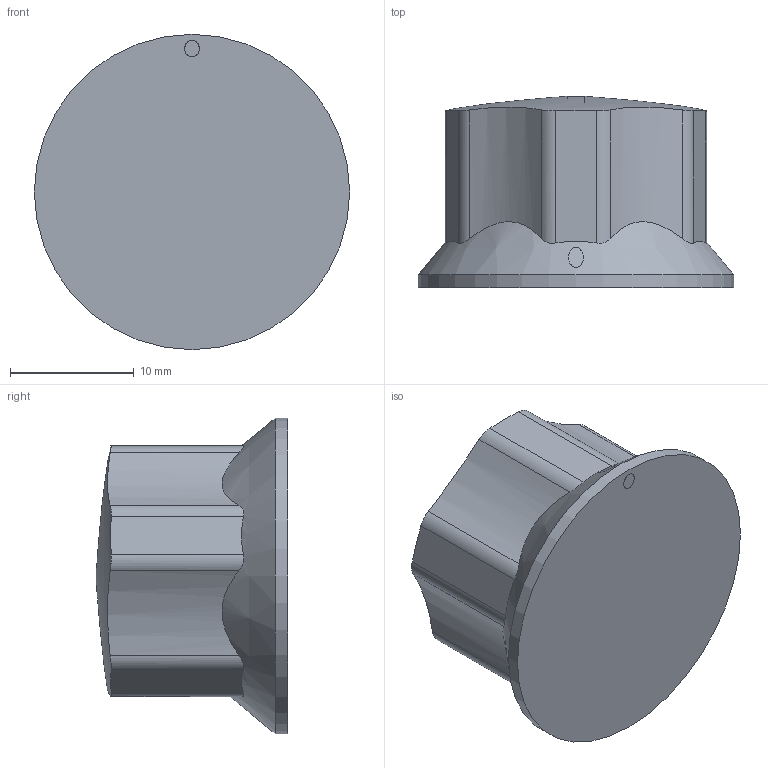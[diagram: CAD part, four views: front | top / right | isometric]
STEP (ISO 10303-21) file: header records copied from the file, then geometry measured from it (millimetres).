
FILE_DESCRIPTION(/* description */ (''),/* implementation_level */ '2;1');
FILE_NAME(/* name */ 'MXR 25.5mm knob white.step',/* time_stamp */ '2021-09-08T21:29:46+01:00',/* author */ (''),/* organization */ (''),/* preprocessor_version */ 'ST-DEVELOPER v18.1',/* originating_system */ 'Autodesk Translation Framework v10.6.0.1341',/* authorisation */ '');
FILE_SCHEMA (('AUTOMOTIVE_DESIGN { 1 0 10303 214 3 1 1 }'));
Length unit declared in the file: millimetre
Products named in the file (1): MXR 25.5mm knob white
Bounding box: 25.5 x 15.5 x 25.5 mm (x, y, z)
Volume: 5221 mm3; surface area: 1931.1 mm2
Topology: 3 solids, 3 shells, 39 faces, 100 edges, 67 vertices
Faces by surface type: cylinder 16, plane 15, bspline 6, cone 2
Full cylindrical faces by diameter (mm): 25.5 x1
Entity records: 2011 total; most frequent: CARTESIAN_POINT 1156, ORIENTED_EDGE 198, DIRECTION 110, EDGE_CURVE 99, VERTEX_POINT 67, B_SPLINE_CURVE_WITH_KNOTS 55, EDGE_LOOP 42, FACE_OUTER_BOUND 39
